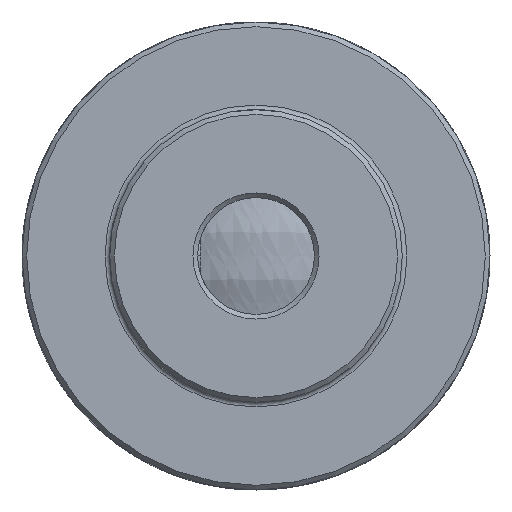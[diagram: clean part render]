
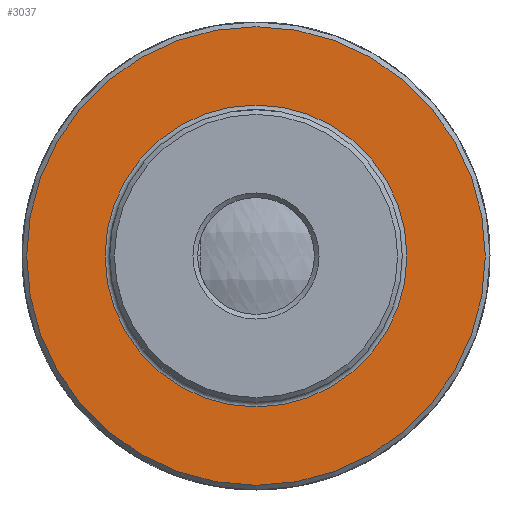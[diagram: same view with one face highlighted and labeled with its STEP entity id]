
A CAD part, left-side view. The second image highlights one B-rep face of the part: STEP entity #3037.
In plain terms, the highlighted planar face has unit normal (-1, 0, 0).
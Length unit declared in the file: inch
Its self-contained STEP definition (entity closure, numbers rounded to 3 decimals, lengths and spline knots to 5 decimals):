
#268=PLANE('',#11866);
#953=VERTEX_POINT('',#11608);
#954=VERTEX_POINT('',#11611);
#1052=CIRCLE('',#11865,0.16125);
#1053=CIRCLE('',#11867,0.245);
#1461=EDGE_CURVE('',#953,#953,#1052,.T.);
#1462=EDGE_CURVE('',#954,#954,#1053,.T.);
#2271=ORIENTED_EDGE('',*,*,#1462,.F.);
#2272=ORIENTED_EDGE('',*,*,#1461,.F.);
#2553=EDGE_LOOP('',(#2271));
#2554=EDGE_LOOP('',(#2272));
#2823=FACE_BOUND('',#2553,.T.);
#2824=FACE_BOUND('',#2554,.T.);
#3037=ADVANCED_FACE('',(#2823,#2824),#268,.F.);
#3662=DIRECTION('',(-1.,0.,0.));
#3663=DIRECTION('',(0.,0.,0.161));
#3664=DIRECTION('',(1.,0.,0.));
#3665=DIRECTION('',(1.,0.,0.));
#3666=DIRECTION('',(0.,0.,0.245));
#11607=CARTESIAN_POINT('',(-0.438,0.,0.));
#11608=CARTESIAN_POINT('',(-0.438,0.,-0.16125));
#11609=CARTESIAN_POINT('',(-0.438,0.15625,0.));
#11610=CARTESIAN_POINT('',(-0.438,0.,0.));
#11611=CARTESIAN_POINT('',(-0.438,0.,-0.245));
#11865=AXIS2_PLACEMENT_3D('',#11607,#3662,#3663);
#11866=AXIS2_PLACEMENT_3D('',#11609,#3664,$);
#11867=AXIS2_PLACEMENT_3D('',#11610,#3665,#3666);
